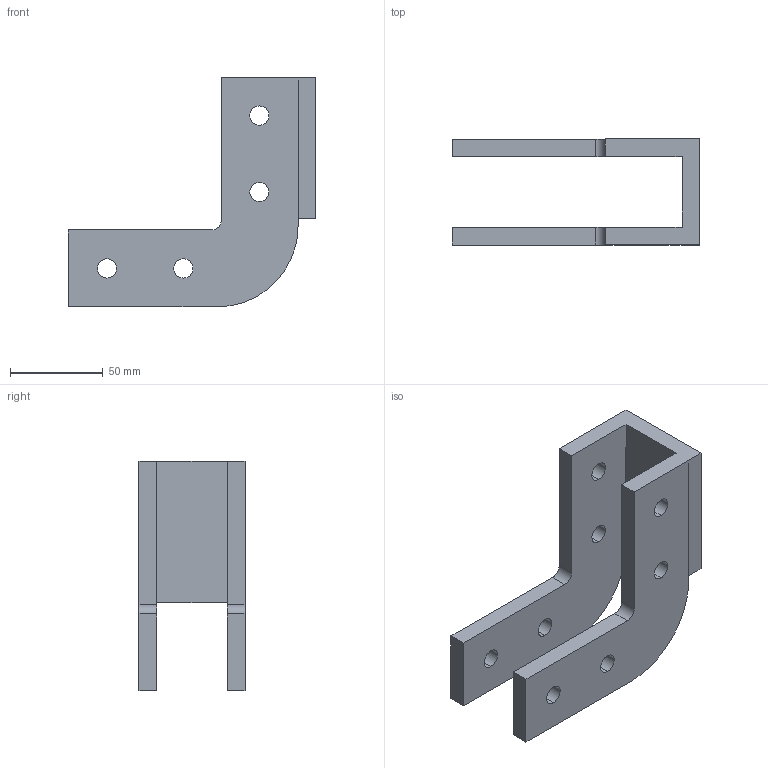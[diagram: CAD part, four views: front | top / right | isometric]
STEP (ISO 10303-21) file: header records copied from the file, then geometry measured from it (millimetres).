
FILE_DESCRIPTION(('TurboCAD Mac Pro'),'Build 980');
FILE_NAME('F50PU-1508.stp',' ',(''),(''),'ACIS Interop','IMSI','TurboCAD Mac Pro BY IMSI, INCORPORATED');
FILE_SCHEMA(('automotive_design'));
Length unit declared in the file: inch
Products named in the file (1): 1
Bounding box: 133.35 x 57.15 x 123.83 mm (x, y, z)
Volume: 190220.2 mm3; surface area: 53912.3 mm2
Topology: 1 solids, 1 shells, 54 faces, 156 edges, 104 vertices
Faces by surface type: bspline 36, plane 18
Entity records: 2444 total; most frequent: CARTESIAN_POINT 783, ORIENTED_EDGE 312, EDGE_CURVE 156, DIRECTION 122, VERTEX_POINT 104, LINE 84, VECTOR 84, B_SPLINE_CURVE_WITH_KNOTS 72
